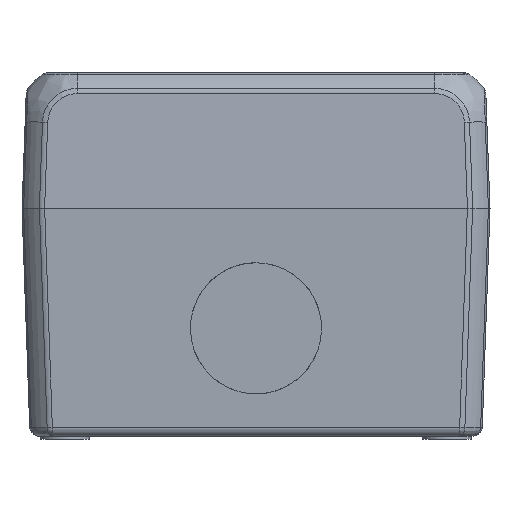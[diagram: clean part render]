
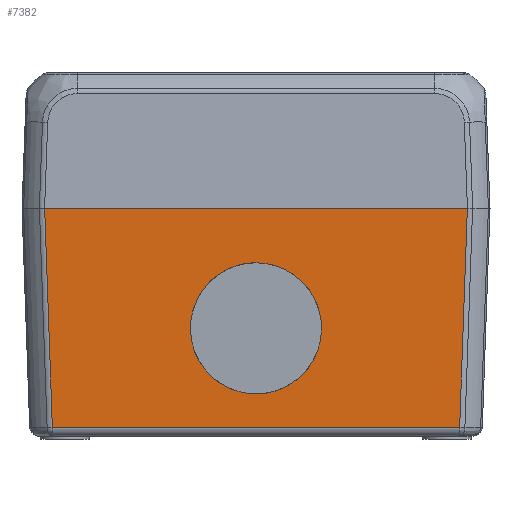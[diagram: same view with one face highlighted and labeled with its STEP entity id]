
A CAD part, front view. The second image highlights one B-rep face of the part: STEP entity #7382.
In plain terms, the highlighted planar face has unit normal (0, -0.999, -0.035).
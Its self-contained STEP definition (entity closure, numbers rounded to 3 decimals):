
#37 = EDGE_CURVE ( 'NONE', #2860, #5834, #1670, .T. ) ;
#170 = CARTESIAN_POINT ( 'NONE',  ( 33.073, -68.751, 1.947 ) ) ;
#469 = CARTESIAN_POINT ( 'NONE',  ( -33.468, -68.7, 0.5 ) ) ;
#1170 = CARTESIAN_POINT ( 'NONE',  ( 33.073, -68.751, 1.947 ) ) ;
#1179 = CARTESIAN_POINT ( 'NONE',  ( 21.3, -69.689, 28.65 ) ) ;
#1419 = ORIENTED_EDGE ( 'NONE', *, *, #6555, .T. ) ;
#1670 = LINE ( 'NONE', #5437, #2111 ) ;
#1752 = VECTOR ( 'NONE', #5715, 1000. ) ;
#1811 = CARTESIAN_POINT ( 'NONE',  ( 0., -68.941, 7.35 ) ) ;
#1935 = CARTESIAN_POINT ( 'NONE',  ( 21.3, -68.941, 7.35 ) ) ;
#2022 = CARTESIAN_POINT ( 'NONE',  ( -34.322, -70., 37.5 ) ) ;
#2111 = VECTOR ( 'NONE', #4211, 1000. ) ;
#2332 = CARTESIAN_POINT ( 'NONE',  ( -33.468, -70., 37.5 ) ) ;
#2405 = FACE_BOUND ( 'NONE', #5783, .T. ) ;
#2454 = ORIENTED_EDGE ( 'NONE', *, *, #3845, .T. ) ;
#2860 = VERTEX_POINT ( 'NONE', #2022 ) ;
#2918 =( BOUNDED_CURVE ( )  B_SPLINE_CURVE ( 3, ( #5616, #1179, #1935, #1811, #8357, #5780, #3750 ),
 .UNSPECIFIED., .T., .F. ) 
 B_SPLINE_CURVE_WITH_KNOTS ( ( 4, 3, 4 ),
 ( 0., 3.142, 6.283 ),
 .UNSPECIFIED. ) 
 CURVE ( )  GEOMETRIC_REPRESENTATION_ITEM ( )  RATIONAL_B_SPLINE_CURVE ( ( 1., 0.333, 0.333, 1., 0.333, 0.333, 1. ) ) 
 REPRESENTATION_ITEM ( '' )  );
#2926 = VERTEX_POINT ( 'NONE', #7649 ) ;
#2978 = VERTEX_POINT ( 'NONE', #4226 ) ;
#3141 = LINE ( 'NONE', #6348, #1752 ) ;
#3142 = AXIS2_PLACEMENT_3D ( 'NONE', #469, #3717, #4946 ) ;
#3524 = LINE ( 'NONE', #170, #4444 ) ;
#3717 = DIRECTION ( 'NONE',  ( 0., -0.999, -0.035 ) ) ;
#3750 = CARTESIAN_POINT ( 'NONE',  ( 0., -69.689, 28.65 ) ) ;
#3783 = VECTOR ( 'NONE', #6178, 1000. ) ;
#3845 = EDGE_CURVE ( 'NONE', #4289, #2978, #3524, .T. ) ;
#4211 = DIRECTION ( 'NONE',  ( 0.035, 0.035, -0.999 ) ) ;
#4226 = CARTESIAN_POINT ( 'NONE',  ( 34.322, -70., 37.5 ) ) ;
#4289 = VERTEX_POINT ( 'NONE', #1170 ) ;
#4332 = CARTESIAN_POINT ( 'NONE',  ( -33.073, -68.751, 1.947 ) ) ;
#4444 = VECTOR ( 'NONE', #5464, 1000. ) ;
#4946 = DIRECTION ( 'NONE',  ( 0., 0.035, -0.999 ) ) ;
#4991 = PLANE ( 'NONE',  #3142 ) ;
#5198 = EDGE_CURVE ( 'NONE', #4289, #5834, #3141, .T. ) ;
#5437 = CARTESIAN_POINT ( 'NONE',  ( -34.322, -70., 37.5 ) ) ;
#5464 = DIRECTION ( 'NONE',  ( 0.035, -0.035, 0.999 ) ) ;
#5616 = CARTESIAN_POINT ( 'NONE',  ( 0., -69.689, 28.65 ) ) ;
#5715 = DIRECTION ( 'NONE',  ( -1., 0., 0. ) ) ;
#5780 = CARTESIAN_POINT ( 'NONE',  ( -21.3, -69.689, 28.65 ) ) ;
#5783 = EDGE_LOOP ( 'NONE', ( #1419 ) ) ;
#5796 = ORIENTED_EDGE ( 'NONE', *, *, #6035, .T. ) ;
#5834 = VERTEX_POINT ( 'NONE', #4332 ) ;
#6035 = EDGE_CURVE ( 'NONE', #2978, #2860, #7479, .T. ) ;
#6149 = ORIENTED_EDGE ( 'NONE', *, *, #5198, .F. ) ;
#6178 = DIRECTION ( 'NONE',  ( -1., 0., 0. ) ) ;
#6258 = FACE_OUTER_BOUND ( 'NONE', #7074, .T. ) ;
#6348 = CARTESIAN_POINT ( 'NONE',  ( -33.468, -68.751, 1.947 ) ) ;
#6555 = EDGE_CURVE ( 'NONE', #2926, #2926, #2918, .T. ) ;
#7074 = EDGE_LOOP ( 'NONE', ( #6149, #2454, #5796, #8126 ) ) ;
#7382 = ADVANCED_FACE ( 'NONE', ( #6258, #2405 ), #4991, .T. ) ;
#7479 = LINE ( 'NONE', #2332, #3783 ) ;
#7649 = CARTESIAN_POINT ( 'NONE',  ( 0., -69.689, 28.65 ) ) ;
#8126 = ORIENTED_EDGE ( 'NONE', *, *, #37, .T. ) ;
#8357 = CARTESIAN_POINT ( 'NONE',  ( -21.3, -68.941, 7.35 ) ) ;
